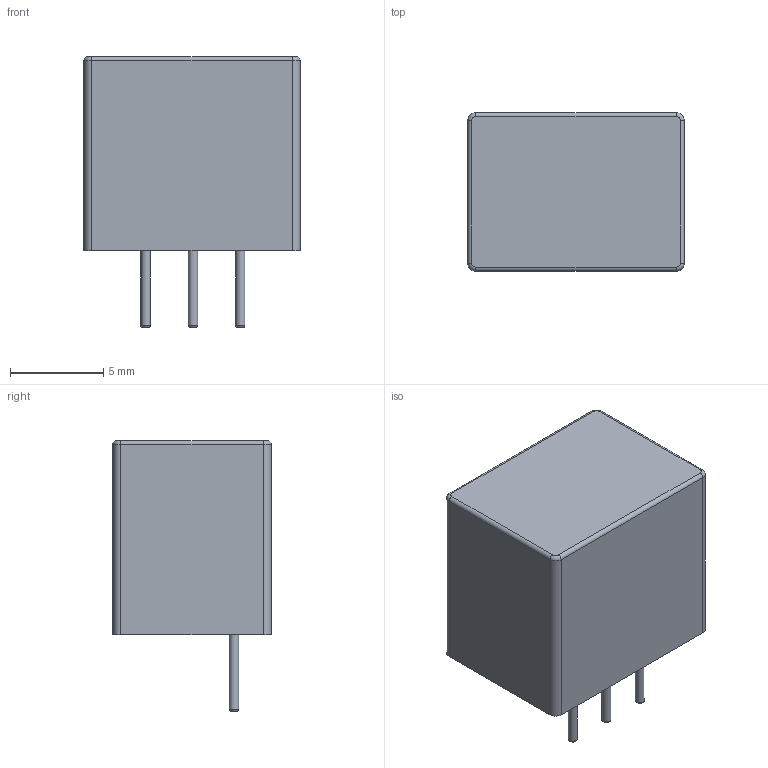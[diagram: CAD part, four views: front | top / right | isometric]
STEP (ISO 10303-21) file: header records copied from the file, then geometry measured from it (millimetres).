
FILE_DESCRIPTION(/* description */ ('model of Converter_DCDC_RECOM_R-78E-0.5_THT'),/* implementation_level */ '2;1');
FILE_NAME(/* name */ 'Converter_DCDC_RECOM_R-78E-0.5_THT.step',/* time_stamp */ '2018-07-10T19:08:52',/* author */ ('kicad StepUp','ksu'),/* organization */ ('FreeCAD'),/* preprocessor_version */ 'OCC',/* originating_system */ 'kicad StepUp',/* authorisation */ '');
FILE_SCHEMA(('AUTOMOTIVE_DESIGN { 1 0 10303 214 1 1 1 1 }'));
Length unit declared in the file: millimetre
Products named in the file (1): Converter_DCDC_RECOM_R_78E_05_THT
Bounding box: 11.6 x 8.5 x 14.5 mm (x, y, z)
Volume: 1025.9 mm3; surface area: 622.9 mm2
Topology: 1 solids, 1 shells, 27 faces, 55 edges, 33 vertices
Faces by surface type: cylinder 11, plane 9, torus 7
Full cylindrical faces by diameter (mm): 0.5 x3
Entity records: 915 total; most frequent: DIRECTION 143, CARTESIAN_POINT 116, ORIENTED_EDGE 110, AXIS2_PLACEMENT_3D 60, EDGE_CURVE 55, VERTEX_POINT 33, CIRCLE 32, FACE_BOUND 30
